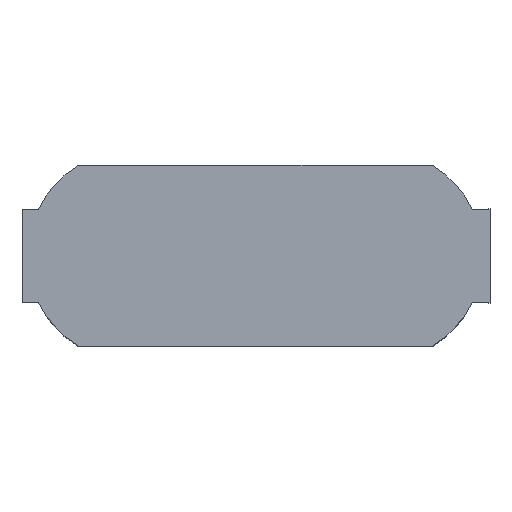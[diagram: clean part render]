
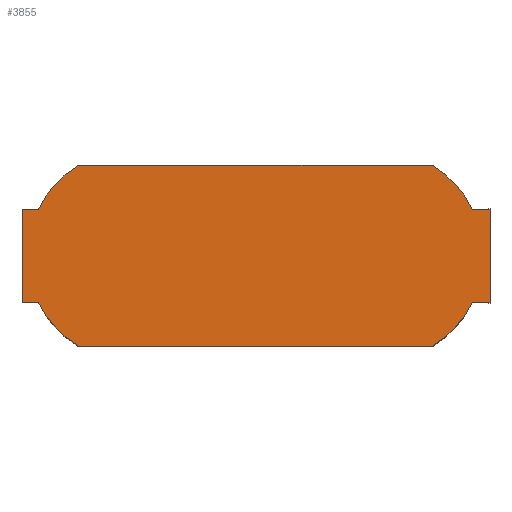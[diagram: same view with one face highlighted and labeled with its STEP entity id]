
A CAD part, top view. The second image highlights one B-rep face of the part: STEP entity #3855.
In plain terms, the highlighted planar face has unit normal (0, 0, 1).
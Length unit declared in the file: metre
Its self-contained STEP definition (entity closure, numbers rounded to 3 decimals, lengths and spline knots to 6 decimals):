
#42=CIRCLE('',#4131,0.010986);
#44=CIRCLE('',#4135,0.010986);
#46=CIRCLE('',#4141,0.010986);
#48=CIRCLE('',#4144,0.010986);
#393=ORIENTED_EDGE('',*,*,#1341,.T.);
#394=ORIENTED_EDGE('',*,*,#1345,.F.);
#395=ORIENTED_EDGE('',*,*,#1348,.T.);
#396=ORIENTED_EDGE('',*,*,#1405,.T.);
#397=ORIENTED_EDGE('',*,*,#1408,.F.);
#398=ORIENTED_EDGE('',*,*,#1411,.T.);
#399=ORIENTED_EDGE('',*,*,#1432,.T.);
#400=ORIENTED_EDGE('',*,*,#1435,.F.);
#401=ORIENTED_EDGE('',*,*,#1437,.F.);
#402=ORIENTED_EDGE('',*,*,#1228,.F.);
#403=ORIENTED_EDGE('',*,*,#1440,.T.);
#404=ORIENTED_EDGE('',*,*,#1443,.T.);
#405=ORIENTED_EDGE('',*,*,#1446,.T.);
#406=ORIENTED_EDGE('',*,*,#1448,.F.);
#407=ORIENTED_EDGE('',*,*,#1268,.F.);
#408=ORIENTED_EDGE('',*,*,#1450,.F.);
#1228=EDGE_CURVE('',#1768,#1769,#2130,.T.);
#1268=EDGE_CURVE('',#1808,#1809,#2170,.T.);
#1341=EDGE_CURVE('',#1864,#1863,#2186,.T.);
#1345=EDGE_CURVE('',#1866,#1863,#2190,.T.);
#1348=EDGE_CURVE('',#1866,#1868,#42,.T.);
#1405=EDGE_CURVE('',#1868,#1924,#2248,.T.);
#1408=EDGE_CURVE('',#1926,#1924,#44,.T.);
#1411=EDGE_CURVE('',#1926,#1928,#2252,.T.);
#1432=EDGE_CURVE('',#1928,#1948,#2273,.T.);
#1435=EDGE_CURVE('',#1950,#1948,#2276,.T.);
#1437=EDGE_CURVE('',#1769,#1950,#46,.T.);
#1440=EDGE_CURVE('',#1768,#1952,#48,.T.);
#1443=EDGE_CURVE('',#1952,#1954,#2280,.T.);
#1446=EDGE_CURVE('',#1954,#1956,#2283,.T.);
#1448=EDGE_CURVE('',#1809,#1956,#2285,.T.);
#1450=EDGE_CURVE('',#1864,#1808,#2287,.T.);
#1768=VERTEX_POINT('',#5427);
#1769=VERTEX_POINT('',#5429);
#1808=VERTEX_POINT('',#5508);
#1809=VERTEX_POINT('',#5510);
#1863=VERTEX_POINT('',#5658);
#1864=VERTEX_POINT('',#5660);
#1866=VERTEX_POINT('',#5666);
#1868=VERTEX_POINT('',#5672);
#1924=VERTEX_POINT('',#5786);
#1926=VERTEX_POINT('',#5792);
#1928=VERTEX_POINT('',#5798);
#1948=VERTEX_POINT('',#5840);
#1950=VERTEX_POINT('',#5846);
#1952=VERTEX_POINT('',#5855);
#1954=VERTEX_POINT('',#5861);
#1956=VERTEX_POINT('',#5867);
#2130=LINE('',#5428,#2602);
#2170=LINE('',#5509,#2642);
#2186=LINE('',#5659,#2658);
#2190=LINE('',#5667,#2662);
#2248=LINE('',#5787,#2720);
#2252=LINE('',#5799,#2724);
#2273=LINE('',#5841,#2745);
#2276=LINE('',#5847,#2748);
#2280=LINE('',#5862,#2752);
#2283=LINE('',#5868,#2755);
#2285=LINE('',#5871,#2757);
#2287=LINE('',#5874,#2759);
#2602=VECTOR('',#4361,1.);
#2642=VECTOR('',#4403,1.);
#2658=VECTOR('',#4577,1.);
#2662=VECTOR('',#4583,1.);
#2720=VECTOR('',#4649,1.);
#2724=VECTOR('',#4661,1.);
#2745=VECTOR('',#4684,1.);
#2748=VECTOR('',#4689,1.);
#2752=VECTOR('',#4707,1.);
#2755=VECTOR('',#4712,1.);
#2757=VECTOR('',#4716,1.);
#2759=VECTOR('',#4720,1.);
#3130=EDGE_LOOP('',(#393,#394,#395,#396,#397,#398,#399,#400,#401,#402,#403,
#404,#405,#406,#407,#408));
#3424=FACE_BOUND('',#3130,.T.);
#3648=PLANE('',#4149);
#3855=ADVANCED_FACE('',(#3424),#3648,.T.);
#4131=AXIS2_PLACEMENT_3D('',#5673,#4589,#4590);
#4135=AXIS2_PLACEMENT_3D('',#5793,#4655,#4656);
#4141=AXIS2_PLACEMENT_3D('',#5850,#4694,#4695);
#4144=AXIS2_PLACEMENT_3D('',#5856,#4701,#4702);
#4149=AXIS2_PLACEMENT_3D('',#5875,#4721,#4722);
#4361=DIRECTION('',(-1.,0.,0.));
#4403=DIRECTION('',(0.,-1.,0.));
#4577=DIRECTION('',(0.,-1.,0.));
#4583=DIRECTION('',(1.,0.,0.));
#4589=DIRECTION('',(0.,0.,1.));
#4590=DIRECTION('',(1.,0.,0.));
#4649=DIRECTION('',(-1.,0.,0.));
#4655=DIRECTION('',(0.,0.,-1.));
#4656=DIRECTION('',(1.,0.,0.));
#4661=DIRECTION('',(-1.,0.,0.));
#4684=DIRECTION('',(0.,-1.,0.));
#4689=DIRECTION('',(-1.,0.,0.));
#4694=DIRECTION('',(0.,0.,-1.));
#4695=DIRECTION('',(1.,0.,0.));
#4701=DIRECTION('',(0.,0.,1.));
#4702=DIRECTION('',(1.,0.,0.));
#4707=DIRECTION('',(1.,0.,0.));
#4712=DIRECTION('',(0.,-1.,0.));
#4716=DIRECTION('',(-1.,0.,0.));
#4720=DIRECTION('',(1.,0.,0.));
#4721=DIRECTION('',(0.,0.,1.));
#4722=DIRECTION('',(1.,0.,0.));
#5427=CARTESIAN_POINT('',(0.018388,-0.009398,0.04445));
#5428=CARTESIAN_POINT('',(0.,-0.009398,0.04445));
#5429=CARTESIAN_POINT('',(-0.018388,-0.009398,0.04445));
#5508=CARTESIAN_POINT('',(0.024384,0.00489,0.04445));
#5509=CARTESIAN_POINT('',(0.024384,0.,0.04445));
#5510=CARTESIAN_POINT('',(0.024384,-0.00489,0.04445));
#5658=CARTESIAN_POINT('',(0.024257,0.004834,0.04445));
#5659=CARTESIAN_POINT('',(0.024257,0.004862,0.04445));
#5660=CARTESIAN_POINT('',(0.024257,0.00489,0.04445));
#5666=CARTESIAN_POINT('',(0.022565,0.004834,0.04445));
#5667=CARTESIAN_POINT('',(0.023411,0.004834,0.04445));
#5672=CARTESIAN_POINT('',(0.018388,0.009398,0.04445));
#5673=CARTESIAN_POINT('',(0.0127,0.,0.04445));
#5786=CARTESIAN_POINT('',(-0.018388,0.009398,0.04445));
#5787=CARTESIAN_POINT('',(0.,0.009398,0.04445));
#5792=CARTESIAN_POINT('',(-0.022565,0.004834,0.04445));
#5793=CARTESIAN_POINT('',(-0.0127,0.,0.04445));
#5798=CARTESIAN_POINT('',(-0.024257,0.004834,0.04445));
#5799=CARTESIAN_POINT('',(-0.023411,0.004834,0.04445));
#5840=CARTESIAN_POINT('',(-0.024257,-0.004834,0.04445));
#5841=CARTESIAN_POINT('',(-0.024257,0.,0.04445));
#5846=CARTESIAN_POINT('',(-0.022565,-0.004834,0.04445));
#5847=CARTESIAN_POINT('',(-0.023411,-0.004834,0.04445));
#5850=CARTESIAN_POINT('',(-0.0127,0.,0.04445));
#5855=CARTESIAN_POINT('',(0.022565,-0.004834,0.04445));
#5856=CARTESIAN_POINT('',(0.0127,0.,0.04445));
#5861=CARTESIAN_POINT('',(0.024257,-0.004834,0.04445));
#5862=CARTESIAN_POINT('',(0.023411,-0.004834,0.04445));
#5867=CARTESIAN_POINT('',(0.024257,-0.00489,0.04445));
#5868=CARTESIAN_POINT('',(0.024257,-0.004862,0.04445));
#5871=CARTESIAN_POINT('',(0.023532,-0.00489,0.04445));
#5874=CARTESIAN_POINT('',(0.023532,0.00489,0.04445));
#5875=CARTESIAN_POINT('',(0.,0.,0.04445));
